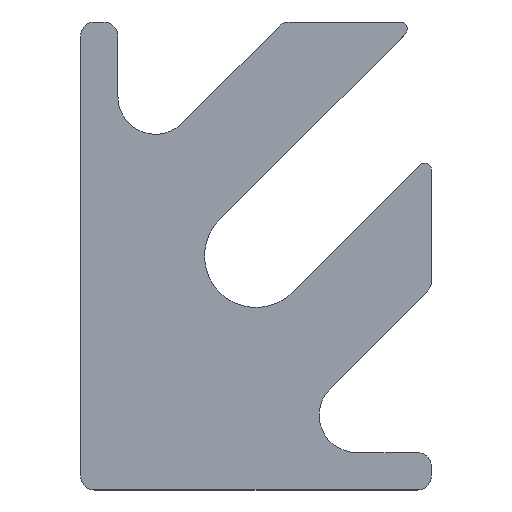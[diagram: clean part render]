
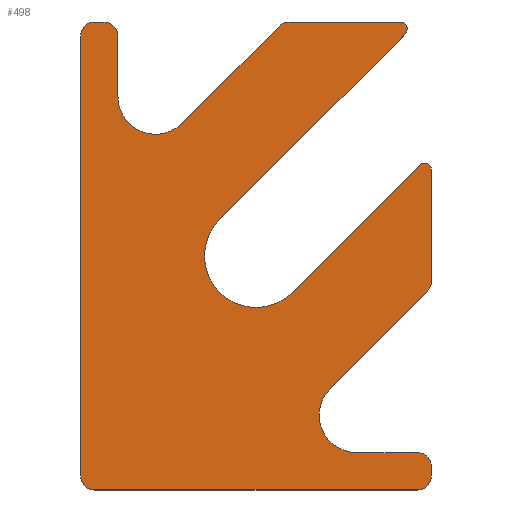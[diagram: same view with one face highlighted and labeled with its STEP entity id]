
A CAD part, top view. The second image highlights one B-rep face of the part: STEP entity #498.
In plain terms, the highlighted planar face has unit normal (0, 0, 1).
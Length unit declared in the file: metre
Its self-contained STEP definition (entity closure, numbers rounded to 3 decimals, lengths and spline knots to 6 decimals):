
#13=CIRCLE('',#516,0.001524);
#15=CIRCLE('',#520,0.001524);
#17=CIRCLE('',#524,0.001524);
#19=CIRCLE('',#528,0.001524);
#21=CIRCLE('',#532,0.004064);
#23=CIRCLE('',#536,0.001524);
#25=CIRCLE('',#540,0.000762);
#27=CIRCLE('',#544,0.005588);
#29=CIRCLE('',#548,0.000762);
#31=CIRCLE('',#552,0.001524);
#33=CIRCLE('',#556,0.004064);
#35=CIRCLE('',#560,0.001524);
#144=ORIENTED_EDGE('',*,*,#194,.T.);
#145=ORIENTED_EDGE('',*,*,#198,.T.);
#146=ORIENTED_EDGE('',*,*,#201,.F.);
#147=ORIENTED_EDGE('',*,*,#204,.T.);
#148=ORIENTED_EDGE('',*,*,#207,.F.);
#149=ORIENTED_EDGE('',*,*,#210,.T.);
#150=ORIENTED_EDGE('',*,*,#213,.T.);
#151=ORIENTED_EDGE('',*,*,#216,.T.);
#152=ORIENTED_EDGE('',*,*,#219,.F.);
#153=ORIENTED_EDGE('',*,*,#222,.F.);
#154=ORIENTED_EDGE('',*,*,#225,.T.);
#155=ORIENTED_EDGE('',*,*,#228,.T.);
#156=ORIENTED_EDGE('',*,*,#231,.T.);
#157=ORIENTED_EDGE('',*,*,#234,.T.);
#158=ORIENTED_EDGE('',*,*,#237,.F.);
#159=ORIENTED_EDGE('',*,*,#240,.F.);
#160=ORIENTED_EDGE('',*,*,#243,.T.);
#161=ORIENTED_EDGE('',*,*,#246,.T.);
#162=ORIENTED_EDGE('',*,*,#249,.T.);
#163=ORIENTED_EDGE('',*,*,#252,.T.);
#164=ORIENTED_EDGE('',*,*,#255,.F.);
#165=ORIENTED_EDGE('',*,*,#258,.F.);
#166=ORIENTED_EDGE('',*,*,#261,.T.);
#167=ORIENTED_EDGE('',*,*,#263,.T.);
#194=EDGE_CURVE('',#267,#266,#314,.T.);
#198=EDGE_CURVE('',#266,#269,#13,.T.);
#201=EDGE_CURVE('',#271,#269,#319,.T.);
#204=EDGE_CURVE('',#271,#273,#15,.T.);
#207=EDGE_CURVE('',#275,#273,#323,.T.);
#210=EDGE_CURVE('',#275,#277,#17,.T.);
#213=EDGE_CURVE('',#277,#279,#327,.T.);
#216=EDGE_CURVE('',#279,#281,#19,.T.);
#219=EDGE_CURVE('',#283,#281,#331,.T.);
#222=EDGE_CURVE('',#285,#283,#21,.T.);
#225=EDGE_CURVE('',#285,#287,#335,.T.);
#228=EDGE_CURVE('',#287,#289,#23,.T.);
#231=EDGE_CURVE('',#289,#291,#339,.T.);
#234=EDGE_CURVE('',#291,#293,#25,.T.);
#237=EDGE_CURVE('',#295,#293,#343,.T.);
#240=EDGE_CURVE('',#297,#295,#27,.T.);
#243=EDGE_CURVE('',#297,#299,#347,.T.);
#246=EDGE_CURVE('',#299,#301,#29,.T.);
#249=EDGE_CURVE('',#301,#303,#351,.T.);
#252=EDGE_CURVE('',#303,#305,#31,.T.);
#255=EDGE_CURVE('',#307,#305,#355,.T.);
#258=EDGE_CURVE('',#309,#307,#33,.T.);
#261=EDGE_CURVE('',#309,#311,#359,.T.);
#263=EDGE_CURVE('',#311,#267,#35,.T.);
#266=VERTEX_POINT('',#719);
#267=VERTEX_POINT('',#721);
#269=VERTEX_POINT('',#727);
#271=VERTEX_POINT('',#733);
#273=VERTEX_POINT('',#739);
#275=VERTEX_POINT('',#745);
#277=VERTEX_POINT('',#751);
#279=VERTEX_POINT('',#757);
#281=VERTEX_POINT('',#763);
#283=VERTEX_POINT('',#769);
#285=VERTEX_POINT('',#775);
#287=VERTEX_POINT('',#781);
#289=VERTEX_POINT('',#787);
#291=VERTEX_POINT('',#793);
#293=VERTEX_POINT('',#799);
#295=VERTEX_POINT('',#805);
#297=VERTEX_POINT('',#811);
#299=VERTEX_POINT('',#817);
#301=VERTEX_POINT('',#823);
#303=VERTEX_POINT('',#829);
#305=VERTEX_POINT('',#835);
#307=VERTEX_POINT('',#841);
#309=VERTEX_POINT('',#847);
#311=VERTEX_POINT('',#853);
#314=LINE('',#720,#362);
#319=LINE('',#734,#367);
#323=LINE('',#746,#371);
#327=LINE('',#758,#375);
#331=LINE('',#770,#379);
#335=LINE('',#782,#383);
#339=LINE('',#794,#387);
#343=LINE('',#806,#391);
#347=LINE('',#818,#395);
#351=LINE('',#830,#399);
#355=LINE('',#842,#403);
#359=LINE('',#854,#407);
#362=VECTOR('',#569,1.);
#367=VECTOR('',#582,1.);
#371=VECTOR('',#594,1.);
#375=VECTOR('',#606,1.);
#379=VECTOR('',#618,1.);
#383=VECTOR('',#630,1.);
#387=VECTOR('',#642,1.);
#391=VECTOR('',#654,1.);
#395=VECTOR('',#666,1.);
#399=VECTOR('',#678,1.);
#403=VECTOR('',#690,1.);
#407=VECTOR('',#702,1.);
#432=EDGE_LOOP('',(#144,#145,#146,#147,#148,#149,#150,#151,#152,#153,#154,
#155,#156,#157,#158,#159,#160,#161,#162,#163,#164,#165,#166,#167));
#458=FACE_BOUND('',#432,.T.);
#472=PLANE('',#561);
#498=ADVANCED_FACE('',(#458),#472,.T.);
#516=AXIS2_PLACEMENT_3D('',#728,#576,#577);
#520=AXIS2_PLACEMENT_3D('',#740,#588,#589);
#524=AXIS2_PLACEMENT_3D('',#752,#600,#601);
#528=AXIS2_PLACEMENT_3D('',#764,#612,#613);
#532=AXIS2_PLACEMENT_3D('',#776,#624,#625);
#536=AXIS2_PLACEMENT_3D('',#788,#636,#637);
#540=AXIS2_PLACEMENT_3D('',#800,#648,#649);
#544=AXIS2_PLACEMENT_3D('',#812,#660,#661);
#548=AXIS2_PLACEMENT_3D('',#824,#672,#673);
#552=AXIS2_PLACEMENT_3D('',#836,#684,#685);
#556=AXIS2_PLACEMENT_3D('',#848,#696,#697);
#560=AXIS2_PLACEMENT_3D('',#857,#707,#708);
#561=AXIS2_PLACEMENT_3D('',#858,#709,#710);
#569=DIRECTION('',(-1.,0.,0.));
#576=DIRECTION('',(0.,0.,1.));
#577=DIRECTION('',(1.,0.,0.));
#582=DIRECTION('',(0.,1.,0.));
#588=DIRECTION('',(0.,0.,1.));
#589=DIRECTION('',(1.,0.,0.));
#594=DIRECTION('',(-1.,0.,0.));
#600=DIRECTION('',(0.,0.,1.));
#601=DIRECTION('',(1.,0.,0.));
#606=DIRECTION('',(0.,1.,0.));
#612=DIRECTION('',(0.,0.,1.));
#613=DIRECTION('',(1.,0.,0.));
#618=DIRECTION('',(1.,0.,0.));
#624=DIRECTION('',(0.,0.,1.));
#625=DIRECTION('',(1.,0.,0.));
#630=DIRECTION('',(0.707,0.707,0.));
#636=DIRECTION('',(0.,0.,1.));
#637=DIRECTION('',(1.,0.,0.));
#642=DIRECTION('',(0.,1.,0.));
#648=DIRECTION('',(0.,0.,1.));
#649=DIRECTION('',(1.,0.,0.));
#654=DIRECTION('',(0.707,0.707,0.));
#660=DIRECTION('',(0.,0.,1.));
#661=DIRECTION('',(1.,0.,0.));
#666=DIRECTION('',(0.707,0.707,0.));
#672=DIRECTION('',(0.,0.,1.));
#673=DIRECTION('',(1.,0.,0.));
#678=DIRECTION('',(-1.,0.,0.));
#684=DIRECTION('',(0.,0.,1.));
#685=DIRECTION('',(1.,0.,0.));
#690=DIRECTION('',(0.707,0.707,0.));
#696=DIRECTION('',(0.,0.,1.));
#697=DIRECTION('',(1.,0.,0.));
#702=DIRECTION('',(0.,1.,0.));
#707=DIRECTION('',(0.,0.,1.));
#708=DIRECTION('',(1.,0.,0.));
#709=DIRECTION('',(0.,0.,1.));
#710=DIRECTION('',(1.,0.,0.));
#719=CARTESIAN_POINT('',(-0.017526,0.0254,0.000813));
#720=CARTESIAN_POINT('',(-0.017018,0.0254,0.000813));
#721=CARTESIAN_POINT('',(-0.01651,0.0254,0.000813));
#727=CARTESIAN_POINT('',(-0.01905,0.023876,0.000813));
#728=CARTESIAN_POINT('',(-0.017526,0.023876,0.000813));
#733=CARTESIAN_POINT('',(-0.01905,-0.023876,0.000813));
#734=CARTESIAN_POINT('',(-0.01905,0.,0.000813));
#739=CARTESIAN_POINT('',(-0.017526,-0.0254,0.000813));
#740=CARTESIAN_POINT('',(-0.017526,-0.023876,0.000813));
#745=CARTESIAN_POINT('',(0.017526,-0.0254,0.000813));
#746=CARTESIAN_POINT('',(0.,-0.0254,0.000813));
#751=CARTESIAN_POINT('',(0.01905,-0.023876,0.000813));
#752=CARTESIAN_POINT('',(0.017526,-0.023876,0.000813));
#757=CARTESIAN_POINT('',(0.01905,-0.02286,0.000813));
#758=CARTESIAN_POINT('',(0.01905,-0.023368,0.000813));
#763=CARTESIAN_POINT('',(0.017526,-0.021336,0.000813));
#764=CARTESIAN_POINT('',(0.017526,-0.02286,0.000813));
#769=CARTESIAN_POINT('',(0.010922,-0.021336,0.000813));
#770=CARTESIAN_POINT('',(0.014224,-0.021336,0.000813));
#775=CARTESIAN_POINT('',(0.008048,-0.014398,0.000813));
#776=CARTESIAN_POINT('',(0.010922,-0.017272,0.000813));
#781=CARTESIAN_POINT('',(0.018604,-0.003843,0.000813));
#782=CARTESIAN_POINT('',(0.013326,-0.009121,0.000813));
#787=CARTESIAN_POINT('',(0.01905,-0.002765,0.000813));
#788=CARTESIAN_POINT('',(0.017526,-0.002765,0.000813));
#793=CARTESIAN_POINT('',(0.01905,0.009308,0.000813));
#794=CARTESIAN_POINT('',(0.01905,0.003271,0.000813));
#799=CARTESIAN_POINT('',(0.017749,0.009847,0.000813));
#800=CARTESIAN_POINT('',(0.018288,0.009308,0.000813));
#805=CARTESIAN_POINT('',(0.003951,-0.003951,0.000813));
#806=CARTESIAN_POINT('',(0.01085,0.002948,0.000813));
#811=CARTESIAN_POINT('',(-0.003951,0.003951,0.000813));
#812=CARTESIAN_POINT('',(0.,0.,0.000813));
#817=CARTESIAN_POINT('',(0.016197,0.024099,0.000813));
#818=CARTESIAN_POINT('',(0.006123,0.014025,0.000813));
#823=CARTESIAN_POINT('',(0.015658,0.0254,0.000813));
#824=CARTESIAN_POINT('',(0.015658,0.024638,0.000813));
#829=CARTESIAN_POINT('',(0.003585,0.0254,0.000813));
#830=CARTESIAN_POINT('',(0.009621,0.0254,0.000813));
#835=CARTESIAN_POINT('',(0.002507,0.024954,0.000813));
#836=CARTESIAN_POINT('',(0.003585,0.023876,0.000813));
#841=CARTESIAN_POINT('',(-0.008048,0.014398,0.000813));
#842=CARTESIAN_POINT('',(-0.002771,0.019676,0.000813));
#847=CARTESIAN_POINT('',(-0.014986,0.017272,0.000813));
#848=CARTESIAN_POINT('',(-0.010922,0.017272,0.000813));
#853=CARTESIAN_POINT('',(-0.014986,0.023876,0.000813));
#854=CARTESIAN_POINT('',(-0.014986,0.020574,0.000813));
#857=CARTESIAN_POINT('',(-0.01651,0.023876,0.000813));
#858=CARTESIAN_POINT('',(0.,0.,0.000813));
